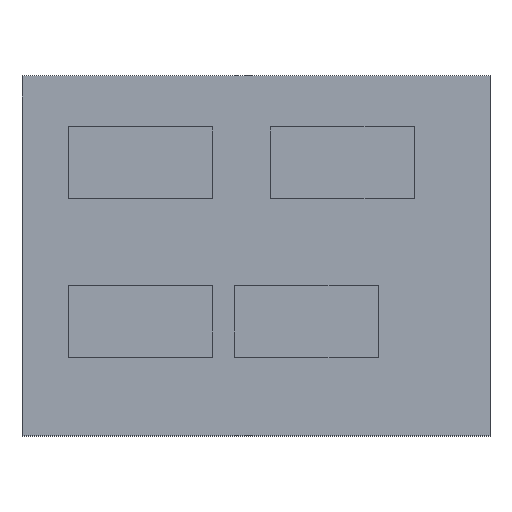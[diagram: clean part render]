
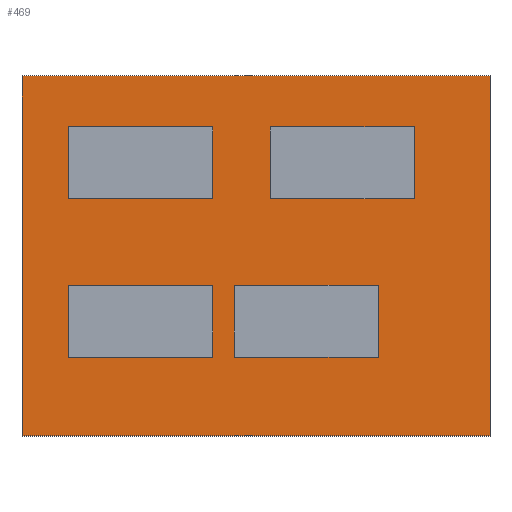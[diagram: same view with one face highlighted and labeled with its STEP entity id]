
A CAD part, top view. The second image highlights one B-rep face of the part: STEP entity #469.
In plain terms, the highlighted planar face has unit normal (0, 0, 1).
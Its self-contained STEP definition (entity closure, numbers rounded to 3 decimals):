
#14=FACE_BOUND('',#74,.T.);
#15=FACE_BOUND('',#75,.T.);
#16=FACE_BOUND('',#76,.T.);
#17=FACE_BOUND('',#77,.T.);
#47=FACE_OUTER_BOUND('',#73,.T.);
#73=EDGE_LOOP('',(#395,#396,#397,#398));
#74=EDGE_LOOP('',(#399,#400,#401,#402));
#75=EDGE_LOOP('',(#403,#404,#405,#406));
#76=EDGE_LOOP('',(#407,#408,#409,#410));
#77=EDGE_LOOP('',(#411,#412,#413,#414));
#79=LINE('',#629,#139);
#83=LINE('',#637,#143);
#86=LINE('',#643,#146);
#89=LINE('',#648,#149);
#91=LINE('',#654,#151);
#95=LINE('',#662,#155);
#98=LINE('',#668,#158);
#101=LINE('',#673,#161);
#103=LINE('',#679,#163);
#107=LINE('',#687,#167);
#110=LINE('',#693,#170);
#113=LINE('',#698,#173);
#115=LINE('',#704,#175);
#119=LINE('',#712,#179);
#122=LINE('',#718,#182);
#125=LINE('',#723,#185);
#129=LINE('',#733,#189);
#132=LINE('',#739,#192);
#135=LINE('',#745,#195);
#138=LINE('',#749,#198);
#139=VECTOR('',#515,10.);
#143=VECTOR('',#521,10.);
#146=VECTOR('',#526,10.);
#149=VECTOR('',#531,10.);
#151=VECTOR('',#537,10.);
#155=VECTOR('',#543,10.);
#158=VECTOR('',#548,10.);
#161=VECTOR('',#553,10.);
#163=VECTOR('',#559,10.);
#167=VECTOR('',#565,10.);
#170=VECTOR('',#570,10.);
#173=VECTOR('',#575,10.);
#175=VECTOR('',#581,10.);
#179=VECTOR('',#587,10.);
#182=VECTOR('',#592,10.);
#185=VECTOR('',#597,10.);
#189=VECTOR('',#605,10.);
#192=VECTOR('',#610,10.);
#195=VECTOR('',#615,10.);
#198=VECTOR('',#620,10.);
#199=VERTEX_POINT('',#627);
#200=VERTEX_POINT('',#628);
#203=VERTEX_POINT('',#636);
#205=VERTEX_POINT('',#642);
#207=VERTEX_POINT('',#652);
#208=VERTEX_POINT('',#653);
#211=VERTEX_POINT('',#661);
#213=VERTEX_POINT('',#667);
#215=VERTEX_POINT('',#677);
#216=VERTEX_POINT('',#678);
#219=VERTEX_POINT('',#686);
#221=VERTEX_POINT('',#692);
#223=VERTEX_POINT('',#702);
#224=VERTEX_POINT('',#703);
#227=VERTEX_POINT('',#711);
#229=VERTEX_POINT('',#717);
#233=VERTEX_POINT('',#730);
#234=VERTEX_POINT('',#732);
#236=VERTEX_POINT('',#738);
#238=VERTEX_POINT('',#744);
#239=EDGE_CURVE('',#199,#200,#79,.T.);
#243=EDGE_CURVE('',#200,#203,#83,.T.);
#246=EDGE_CURVE('',#203,#205,#86,.T.);
#249=EDGE_CURVE('',#205,#199,#89,.T.);
#251=EDGE_CURVE('',#207,#208,#91,.T.);
#255=EDGE_CURVE('',#208,#211,#95,.T.);
#258=EDGE_CURVE('',#211,#213,#98,.T.);
#261=EDGE_CURVE('',#213,#207,#101,.T.);
#263=EDGE_CURVE('',#215,#216,#103,.T.);
#267=EDGE_CURVE('',#216,#219,#107,.T.);
#270=EDGE_CURVE('',#219,#221,#110,.T.);
#273=EDGE_CURVE('',#221,#215,#113,.T.);
#275=EDGE_CURVE('',#223,#224,#115,.T.);
#279=EDGE_CURVE('',#224,#227,#119,.T.);
#282=EDGE_CURVE('',#227,#229,#122,.T.);
#285=EDGE_CURVE('',#229,#223,#125,.T.);
#289=EDGE_CURVE('',#234,#233,#129,.T.);
#292=EDGE_CURVE('',#236,#234,#132,.T.);
#295=EDGE_CURVE('',#238,#236,#135,.T.);
#298=EDGE_CURVE('',#233,#238,#138,.T.);
#395=ORIENTED_EDGE('',*,*,#298,.T.);
#396=ORIENTED_EDGE('',*,*,#295,.T.);
#397=ORIENTED_EDGE('',*,*,#292,.T.);
#398=ORIENTED_EDGE('',*,*,#289,.T.);
#399=ORIENTED_EDGE('',*,*,#239,.T.);
#400=ORIENTED_EDGE('',*,*,#243,.T.);
#401=ORIENTED_EDGE('',*,*,#246,.T.);
#402=ORIENTED_EDGE('',*,*,#249,.T.);
#403=ORIENTED_EDGE('',*,*,#251,.T.);
#404=ORIENTED_EDGE('',*,*,#255,.T.);
#405=ORIENTED_EDGE('',*,*,#258,.T.);
#406=ORIENTED_EDGE('',*,*,#261,.T.);
#407=ORIENTED_EDGE('',*,*,#263,.T.);
#408=ORIENTED_EDGE('',*,*,#267,.T.);
#409=ORIENTED_EDGE('',*,*,#270,.T.);
#410=ORIENTED_EDGE('',*,*,#273,.T.);
#411=ORIENTED_EDGE('',*,*,#275,.T.);
#412=ORIENTED_EDGE('',*,*,#279,.T.);
#413=ORIENTED_EDGE('',*,*,#282,.T.);
#414=ORIENTED_EDGE('',*,*,#285,.T.);
#443=PLANE('',#509);
#469=ADVANCED_FACE('',(#47,#14,#15,#16,#17),#443,.T.);
#509=AXIS2_PLACEMENT_3D('',#750,#621,#622);
#515=DIRECTION('',(0.,-1.,0.));
#521=DIRECTION('',(-1.,0.,0.));
#526=DIRECTION('',(0.,1.,0.));
#531=DIRECTION('',(1.,0.,0.));
#537=DIRECTION('',(0.,1.,0.));
#543=DIRECTION('',(1.,0.,0.));
#548=DIRECTION('',(0.,-1.,0.));
#553=DIRECTION('',(-1.,0.,0.));
#559=DIRECTION('',(0.,-1.,0.));
#565=DIRECTION('',(-1.,0.,0.));
#570=DIRECTION('',(0.,1.,0.));
#575=DIRECTION('',(1.,0.,0.));
#581=DIRECTION('',(0.,-1.,0.));
#587=DIRECTION('',(-1.,0.,0.));
#592=DIRECTION('',(0.,1.,0.));
#597=DIRECTION('',(1.,0.,0.));
#605=DIRECTION('',(-1.,0.,0.));
#610=DIRECTION('',(0.,1.,0.));
#615=DIRECTION('',(1.,0.,0.));
#620=DIRECTION('',(0.,-1.,0.));
#621=DIRECTION('center_axis',(0.,0.,1.));
#622=DIRECTION('ref_axis',(1.,0.,0.));
#627=CARTESIAN_POINT('',(2.649,2.091,0.9));
#628=CARTESIAN_POINT('',(2.649,1.091,0.9));
#629=CARTESIAN_POINT('',(2.649,1.796,0.9));
#636=CARTESIAN_POINT('',(0.649,1.091,0.9));
#637=CARTESIAN_POINT('',(1.95,1.091,0.9));
#642=CARTESIAN_POINT('',(0.649,2.091,0.9));
#643=CARTESIAN_POINT('',(0.649,2.296,0.9));
#648=CARTESIAN_POINT('',(2.95,2.091,0.9));
#652=CARTESIAN_POINT('',(0.649,3.291,0.9));
#653=CARTESIAN_POINT('',(0.649,4.291,0.9));
#654=CARTESIAN_POINT('',(0.649,3.396,0.9));
#661=CARTESIAN_POINT('',(2.649,4.291,0.9));
#662=CARTESIAN_POINT('',(2.95,4.291,0.9));
#667=CARTESIAN_POINT('',(2.649,3.291,0.9));
#668=CARTESIAN_POINT('',(2.649,2.896,0.9));
#673=CARTESIAN_POINT('',(1.95,3.291,0.9));
#677=CARTESIAN_POINT('',(4.949,2.091,0.9));
#678=CARTESIAN_POINT('',(4.949,1.091,0.9));
#679=CARTESIAN_POINT('',(4.949,1.796,0.9));
#686=CARTESIAN_POINT('',(2.949,1.091,0.9));
#687=CARTESIAN_POINT('',(3.1,1.091,0.9));
#692=CARTESIAN_POINT('',(2.949,2.091,0.9));
#693=CARTESIAN_POINT('',(2.949,2.296,0.9));
#698=CARTESIAN_POINT('',(4.1,2.091,0.9));
#702=CARTESIAN_POINT('',(5.449,4.291,0.9));
#703=CARTESIAN_POINT('',(5.449,3.291,0.9));
#704=CARTESIAN_POINT('',(5.449,2.896,0.9));
#711=CARTESIAN_POINT('',(3.449,3.291,0.9));
#712=CARTESIAN_POINT('',(3.35,3.291,0.9));
#717=CARTESIAN_POINT('',(3.449,4.291,0.9));
#718=CARTESIAN_POINT('',(3.449,3.396,0.9));
#723=CARTESIAN_POINT('',(4.35,4.291,0.9));
#730=CARTESIAN_POINT('',(0.,5.,0.9));
#732=CARTESIAN_POINT('',(6.5,5.,0.9));
#733=CARTESIAN_POINT('',(6.5,5.,0.9));
#738=CARTESIAN_POINT('',(6.5,0.,0.9));
#739=CARTESIAN_POINT('',(6.5,0.,0.9));
#744=CARTESIAN_POINT('',(0.,0.,0.9));
#745=CARTESIAN_POINT('',(0.,0.,0.9));
#749=CARTESIAN_POINT('',(0.,5.,0.9));
#750=CARTESIAN_POINT('Origin',(3.25,2.5,0.9));
